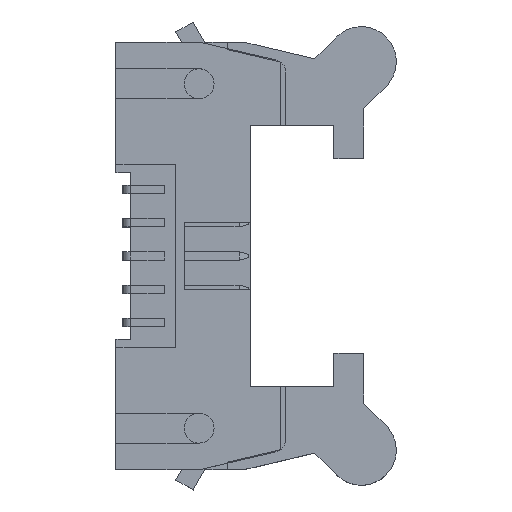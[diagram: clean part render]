
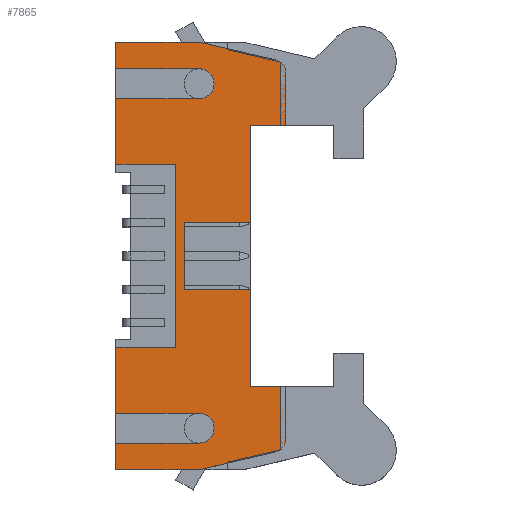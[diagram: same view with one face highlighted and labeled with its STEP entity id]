
A CAD part, top view. The second image highlights one B-rep face of the part: STEP entity #7865.
In plain terms, the highlighted face is planar.
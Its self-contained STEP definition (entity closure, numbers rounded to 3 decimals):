
#111=CIRCLE('',#8463,0.75);
#113=CIRCLE('',#8486,0.9);
#114=CIRCLE('',#8492,0.75);
#115=CIRCLE('',#8493,0.9);
#2138=ORIENTED_EDGE('',*,*,#3437,.F.);
#2139=ORIENTED_EDGE('',*,*,#3324,.F.);
#2140=ORIENTED_EDGE('',*,*,#3410,.F.);
#2141=ORIENTED_EDGE('',*,*,#3406,.F.);
#2142=ORIENTED_EDGE('',*,*,#3404,.F.);
#2143=ORIENTED_EDGE('',*,*,#3365,.F.);
#2144=ORIENTED_EDGE('',*,*,#3401,.F.);
#2145=ORIENTED_EDGE('',*,*,#3398,.F.);
#2146=ORIENTED_EDGE('',*,*,#3389,.F.);
#2147=ORIENTED_EDGE('',*,*,#3446,.F.);
#2148=ORIENTED_EDGE('',*,*,#3447,.T.);
#2149=ORIENTED_EDGE('',*,*,#3448,.T.);
#2150=ORIENTED_EDGE('',*,*,#3440,.F.);
#2151=ORIENTED_EDGE('',*,*,#3383,.F.);
#2152=ORIENTED_EDGE('',*,*,#3380,.F.);
#2153=ORIENTED_EDGE('',*,*,#3449,.F.);
#2154=ORIENTED_EDGE('',*,*,#3444,.F.);
#2155=ORIENTED_EDGE('',*,*,#3450,.F.);
#2156=ORIENTED_EDGE('',*,*,#3433,.F.);
#2157=ORIENTED_EDGE('',*,*,#3451,.F.);
#2158=ORIENTED_EDGE('',*,*,#3452,.F.);
#2159=ORIENTED_EDGE('',*,*,#3453,.F.);
#2160=ORIENTED_EDGE('',*,*,#3429,.F.);
#2161=ORIENTED_EDGE('',*,*,#3356,.F.);
#2162=ORIENTED_EDGE('',*,*,#3290,.F.);
#2163=ORIENTED_EDGE('',*,*,#3287,.T.);
#2164=ORIENTED_EDGE('',*,*,#3412,.F.);
#2165=ORIENTED_EDGE('',*,*,#3328,.F.);
#3287=EDGE_CURVE('',#4093,#4092,#5032,.T.);
#3290=EDGE_CURVE('',#4093,#4095,#5035,.T.);
#3324=EDGE_CURVE('',#4113,#4114,#5066,.T.);
#3328=EDGE_CURVE('',#4117,#4118,#5070,.T.);
#3356=EDGE_CURVE('',#4095,#4129,#5090,.T.);
#3365=EDGE_CURVE('',#4134,#4135,#111,.T.);
#3380=EDGE_CURVE('',#4143,#4144,#5109,.T.);
#3383=EDGE_CURVE('',#4144,#4146,#5112,.T.);
#3389=EDGE_CURVE('',#4151,#4148,#5118,.T.);
#3398=EDGE_CURVE('',#4148,#4157,#5126,.T.);
#3401=EDGE_CURVE('',#4157,#4134,#5129,.T.);
#3404=EDGE_CURVE('',#4135,#4159,#5132,.T.);
#3406=EDGE_CURVE('',#4159,#4160,#5134,.T.);
#3410=EDGE_CURVE('',#4160,#4113,#5138,.T.);
#3412=EDGE_CURVE('',#4118,#4092,#5140,.T.);
#3429=EDGE_CURVE('',#4129,#4167,#5157,.T.);
#3433=EDGE_CURVE('',#4170,#4171,#5161,.T.);
#3437=EDGE_CURVE('',#4114,#4117,#113,.T.);
#3440=EDGE_CURVE('',#4146,#4173,#5167,.T.);
#3444=EDGE_CURVE('',#4175,#4176,#5171,.T.);
#3446=EDGE_CURVE('',#4177,#4151,#5173,.T.);
#3447=EDGE_CURVE('',#4177,#4178,#5174,.T.);
#3448=EDGE_CURVE('',#4178,#4173,#5175,.T.);
#3449=EDGE_CURVE('',#4176,#4143,#114,.T.);
#3450=EDGE_CURVE('',#4171,#4175,#5176,.T.);
#3451=EDGE_CURVE('',#4179,#4170,#5177,.T.);
#3452=EDGE_CURVE('',#4180,#4179,#115,.T.);
#3453=EDGE_CURVE('',#4167,#4180,#5178,.T.);
#4092=VERTEX_POINT('',#12423);
#4093=VERTEX_POINT('',#12425);
#4095=VERTEX_POINT('',#12431);
#4113=VERTEX_POINT('',#12492);
#4114=VERTEX_POINT('',#12493);
#4117=VERTEX_POINT('',#12501);
#4118=VERTEX_POINT('',#12502);
#4129=VERTEX_POINT('',#12556);
#4134=VERTEX_POINT('',#12575);
#4135=VERTEX_POINT('',#12577);
#4143=VERTEX_POINT('',#12604);
#4144=VERTEX_POINT('',#12606);
#4146=VERTEX_POINT('',#12612);
#4148=VERTEX_POINT('',#12618);
#4151=VERTEX_POINT('',#12623);
#4157=VERTEX_POINT('',#12645);
#4159=VERTEX_POINT('',#12657);
#4160=VERTEX_POINT('',#12661);
#4167=VERTEX_POINT('',#12696);
#4170=VERTEX_POINT('',#12702);
#4171=VERTEX_POINT('',#12704);
#4173=VERTEX_POINT('',#12717);
#4175=VERTEX_POINT('',#12723);
#4176=VERTEX_POINT('',#12725);
#4177=VERTEX_POINT('',#12729);
#4178=VERTEX_POINT('',#12731);
#4179=VERTEX_POINT('',#12736);
#4180=VERTEX_POINT('',#12738);
#5032=LINE('',#12424,#6048);
#5035=LINE('',#12430,#6051);
#5066=LINE('',#12491,#6082);
#5070=LINE('',#12500,#6086);
#5090=LINE('',#12559,#6106);
#5109=LINE('',#12605,#6125);
#5112=LINE('',#12611,#6128);
#5118=LINE('',#12624,#6134);
#5126=LINE('',#12644,#6142);
#5129=LINE('',#12650,#6145);
#5132=LINE('',#12656,#6148);
#5134=LINE('',#12660,#6150);
#5138=LINE('',#12667,#6154);
#5140=LINE('',#12669,#6156);
#5157=LINE('',#12695,#6173);
#5161=LINE('',#12703,#6177);
#5167=LINE('',#12716,#6183);
#5171=LINE('',#12724,#6187);
#5173=LINE('',#12728,#6189);
#5174=LINE('',#12730,#6190);
#5175=LINE('',#12732,#6191);
#5176=LINE('',#12734,#6192);
#5177=LINE('',#12735,#6193);
#5178=LINE('',#12739,#6194);
#6048=VECTOR('',#10189,1000.);
#6051=VECTOR('',#10194,1000.);
#6082=VECTOR('',#10249,1000.);
#6086=VECTOR('',#10255,1000.);
#6106=VECTOR('',#10309,1000.);
#6125=VECTOR('',#10356,1000.);
#6128=VECTOR('',#10361,1000.);
#6134=VECTOR('',#10369,1000.);
#6142=VECTOR('',#10383,1000.);
#6145=VECTOR('',#10390,1000.);
#6148=VECTOR('',#10397,1000.);
#6150=VECTOR('',#10401,1000.);
#6154=VECTOR('',#10407,1000.);
#6156=VECTOR('',#10409,1000.);
#6173=VECTOR('',#10434,1000.);
#6177=VECTOR('',#10438,1000.);
#6183=VECTOR('',#10454,1000.);
#6187=VECTOR('',#10460,1000.);
#6189=VECTOR('',#10464,1000.);
#6190=VECTOR('',#10465,1000.);
#6191=VECTOR('',#10466,1000.);
#6192=VECTOR('',#10469,1000.);
#6193=VECTOR('',#10470,1000.);
#6194=VECTOR('',#10473,1000.);
#6621=EDGE_LOOP('',(#2138,#2139,#2140,#2141,#2142,#2143,#2144,#2145,#2146,
#2147,#2148,#2149,#2150,#2151,#2152,#2153,#2154,#2155,#2156,#2157,#2158,
#2159,#2160,#2161,#2162,#2163,#2164,#2165));
#7059=FACE_BOUND('',#6621,.T.);
#7451=PLANE('',#8491);
#7865=ADVANCED_FACE('',(#7059),#7451,.F.);
#8463=AXIS2_PLACEMENT_3D('',#12576,#10329,#10330);
#8486=AXIS2_PLACEMENT_3D('',#12710,#10444,#10445);
#8491=AXIS2_PLACEMENT_3D('',#12727,#10462,#10463);
#8492=AXIS2_PLACEMENT_3D('',#12733,#10467,#10468);
#8493=AXIS2_PLACEMENT_3D('',#12737,#10471,#10472);
#10189=DIRECTION('',(0.,0.,-1.));
#10194=DIRECTION('',(-1.,0.,0.));
#10249=DIRECTION('',(0.,0.,1.));
#10255=DIRECTION('',(0.,0.,-1.));
#10309=DIRECTION('',(0.,0.,-1.));
#10329=DIRECTION('',(0.,1.,0.));
#10330=DIRECTION('',(0.,0.,1.));
#10356=DIRECTION('',(1.,0.,0.));
#10361=DIRECTION('',(0.,0.,-1.));
#10369=DIRECTION('',(1.,0.,0.));
#10383=DIRECTION('',(0.,0.,1.));
#10390=DIRECTION('',(1.,0.,0.));
#10397=DIRECTION('',(0.225,0.,-0.974));
#10401=DIRECTION('',(0.,0.,-1.));
#10407=DIRECTION('',(-1.,0.,0.));
#10409=DIRECTION('',(-1.,0.,0.));
#10434=DIRECTION('',(-1.,0.,0.));
#10438=DIRECTION('',(-1.,0.,0.));
#10444=DIRECTION('',(0.,-1.,0.));
#10445=DIRECTION('',(1.,0.,0.));
#10454=DIRECTION('',(1.,0.,0.));
#10460=DIRECTION('',(0.225,0.,0.974));
#10462=DIRECTION('',(0.,1.,0.));
#10463=DIRECTION('',(0.,0.,1.));
#10464=DIRECTION('',(0.,0.,1.));
#10465=DIRECTION('',(-1.,0.,0.));
#10466=DIRECTION('',(0.,0.,1.));
#10467=DIRECTION('',(0.,1.,0.));
#10468=DIRECTION('',(0.,0.,1.));
#10469=DIRECTION('',(0.,0.,1.));
#10470=DIRECTION('',(0.,0.,-1.));
#10471=DIRECTION('',(0.,-1.,0.));
#10472=DIRECTION('',(1.,0.,0.));
#10473=DIRECTION('',(0.,0.,1.));
#12423=CARTESIAN_POINT('',(5.5,-3.,-5.));
#12424=CARTESIAN_POINT('',(5.5,-3.,-1.4));
#12425=CARTESIAN_POINT('',(5.5,-3.,-1.4));
#12430=CARTESIAN_POINT('',(5.5,-3.,-1.4));
#12431=CARTESIAN_POINT('',(-5.5,-3.,-1.4));
#12491=CARTESIAN_POINT('',(11.25,-3.,-5.));
#12492=CARTESIAN_POINT('',(11.25,-3.,-5.));
#12493=CARTESIAN_POINT('',(11.25,-3.,0.));
#12500=CARTESIAN_POINT('',(9.45,-3.,0.));
#12501=CARTESIAN_POINT('',(9.45,-3.,0.));
#12502=CARTESIAN_POINT('',(9.45,-3.,-5.));
#12556=CARTESIAN_POINT('',(-5.5,-3.,-5.));
#12559=CARTESIAN_POINT('',(-5.5,-3.,-1.4));
#12575=CARTESIAN_POINT('',(11.053,-3.,5.2));
#12576=CARTESIAN_POINT('',(11.053,-3.,4.45));
#12577=CARTESIAN_POINT('',(11.784,-3.,4.619));
#12604=CARTESIAN_POINT('',(-11.053,-3.,5.2));
#12605=CARTESIAN_POINT('',(-11.65,-3.,5.2));
#12606=CARTESIAN_POINT('',(-7.85,-3.,5.2));
#12611=CARTESIAN_POINT('',(-7.85,-3.,5.2));
#12612=CARTESIAN_POINT('',(-7.85,-3.,3.1));
#12618=CARTESIAN_POINT('',(7.85,-3.,3.1));
#12623=CARTESIAN_POINT('',(2.,-3.,3.1));
#12624=CARTESIAN_POINT('',(-7.85,-3.,3.1));
#12644=CARTESIAN_POINT('',(7.85,-3.,3.1));
#12645=CARTESIAN_POINT('',(7.85,-3.,5.2));
#12650=CARTESIAN_POINT('',(7.85,-3.,5.2));
#12656=CARTESIAN_POINT('',(11.65,-3.,5.2));
#12657=CARTESIAN_POINT('',(12.85,-3.,0.));
#12660=CARTESIAN_POINT('',(12.85,-3.,0.));
#12661=CARTESIAN_POINT('',(12.85,-3.,-5.));
#12667=CARTESIAN_POINT('',(12.85,-3.,-5.));
#12669=CARTESIAN_POINT('',(12.85,-3.,-5.));
#12695=CARTESIAN_POINT('',(-5.,-3.,-5.));
#12696=CARTESIAN_POINT('',(-9.45,-3.,-5.));
#12702=CARTESIAN_POINT('',(-11.25,-3.,-5.));
#12703=CARTESIAN_POINT('',(-5.,-3.,-5.));
#12704=CARTESIAN_POINT('',(-12.85,-3.,-5.));
#12710=CARTESIAN_POINT('',(10.35,-3.,0.));
#12716=CARTESIAN_POINT('',(-7.85,-3.,3.1));
#12717=CARTESIAN_POINT('',(-2.,-3.,3.1));
#12723=CARTESIAN_POINT('',(-12.85,-3.,0.));
#12724=CARTESIAN_POINT('',(-12.85,-3.,0.));
#12725=CARTESIAN_POINT('',(-11.784,-3.,4.619));
#12727=CARTESIAN_POINT('',(0.,-3.,0.));
#12728=CARTESIAN_POINT('',(2.,-3.,-0.9));
#12729=CARTESIAN_POINT('',(2.,-3.,-0.9));
#12730=CARTESIAN_POINT('',(2.,-3.,-0.9));
#12731=CARTESIAN_POINT('',(-2.,-3.,-0.9));
#12732=CARTESIAN_POINT('',(-2.,-3.,-0.9));
#12733=CARTESIAN_POINT('',(-11.053,-3.,4.45));
#12734=CARTESIAN_POINT('',(-12.85,-3.,-5.));
#12735=CARTESIAN_POINT('',(-11.25,-3.,0.));
#12736=CARTESIAN_POINT('',(-11.25,-3.,0.));
#12737=CARTESIAN_POINT('',(-10.35,-3.,0.));
#12738=CARTESIAN_POINT('',(-9.45,-3.,0.));
#12739=CARTESIAN_POINT('',(-9.45,-3.,-5.));
